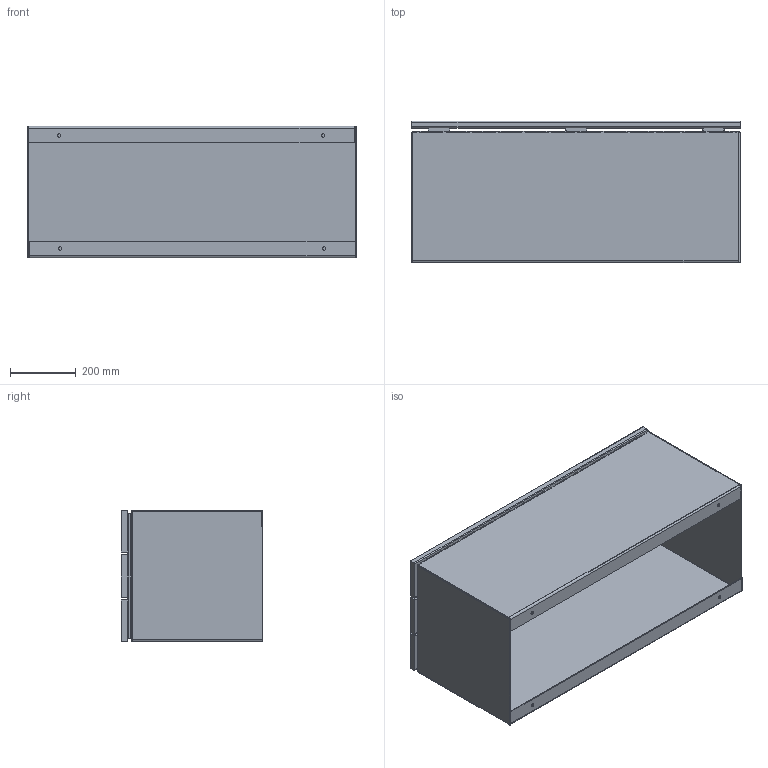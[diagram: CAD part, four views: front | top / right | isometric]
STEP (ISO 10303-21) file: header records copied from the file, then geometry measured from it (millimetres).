
FILE_DESCRIPTION (( 'STEP AP203' ), '1' );
FILE_NAME ('ASW32.STEP', '2021-02-10T12:07:59', ( '' ), ( '' ), 'SwSTEP 2.0', 'SolidWorks 2020', '' );
FILE_SCHEMA (( 'CONFIG_CONTROL_DESIGN' ));
Length unit declared in the file: millimetre
Products named in the file (7): AS32; ASW32; Wood ASW32; Wood 1 ASW32; Wood 2 ASW32; AS32 outerwall; AS32 top
Assembly tree (11 placements, depth 3):
  ASW32
    AS32
      AS32 outerwall  x2
      AS32 top
    Wood ASW32
      Wood 1 ASW32  x3
      Wood 2 ASW32  x3
Bounding box: 1001.5 x 430 x 400 mm (x, y, z)
Volume: 13274552.4 mm3; surface area: 4277643.3 mm2
Topology: 9 solids, 9 shells, 328 faces, 900 edges, 590 vertices
Faces by surface type: plane 288, cylinder 40
Entity records: 7532 total; most frequent: CARTESIAN_POINT 1200, ORIENTED_EDGE 1176, DIRECTION 1071, EDGE_CURVE 588, VECTOR 555, LINE 555, VERTEX_POINT 387, AXIS2_PLACEMENT_3D 258
